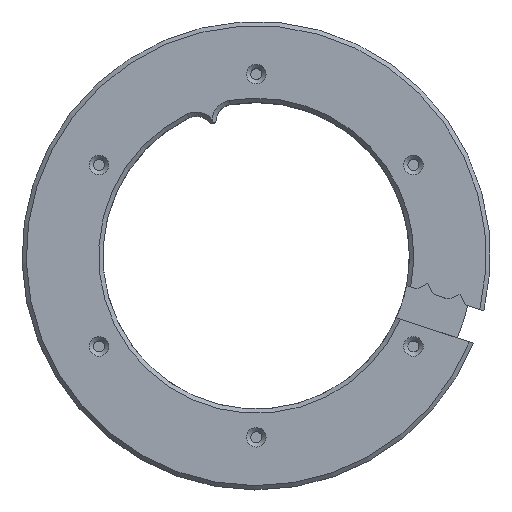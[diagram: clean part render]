
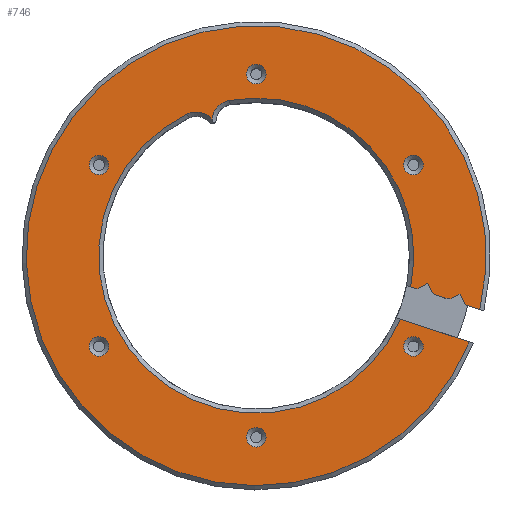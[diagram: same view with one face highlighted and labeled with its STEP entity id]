
A CAD part, top view. The second image highlights one B-rep face of the part: STEP entity #746.
In plain terms, the highlighted planar face has unit normal (0, 0, 1).
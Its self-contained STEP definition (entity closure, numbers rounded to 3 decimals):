
#53=CIRCLE('',#813,1.15);
#54=CIRCLE('',#814,1.15);
#55=CIRCLE('',#815,1.15);
#56=CIRCLE('',#816,1.15);
#57=CIRCLE('',#817,1.15);
#58=CIRCLE('',#818,1.15);
#59=CIRCLE('',#819,1.);
#60=CIRCLE('',#820,27.);
#61=CIRCLE('',#821,18.5);
#62=CIRCLE('',#822,2.5);
#63=CIRCLE('',#823,2.5);
#64=CIRCLE('',#824,18.5);
#65=CIRCLE('',#825,1.);
#122=ORIENTED_EDGE('',*,*,#322,.T.);
#123=ORIENTED_EDGE('',*,*,#323,.T.);
#124=ORIENTED_EDGE('',*,*,#324,.T.);
#125=ORIENTED_EDGE('',*,*,#325,.T.);
#126=ORIENTED_EDGE('',*,*,#326,.T.);
#127=ORIENTED_EDGE('',*,*,#327,.T.);
#128=ORIENTED_EDGE('',*,*,#328,.T.);
#129=ORIENTED_EDGE('',*,*,#329,.T.);
#130=ORIENTED_EDGE('',*,*,#330,.F.);
#131=ORIENTED_EDGE('',*,*,#331,.F.);
#132=ORIENTED_EDGE('',*,*,#321,.T.);
#133=ORIENTED_EDGE('',*,*,#332,.T.);
#134=ORIENTED_EDGE('',*,*,#333,.T.);
#135=ORIENTED_EDGE('',*,*,#334,.T.);
#136=ORIENTED_EDGE('',*,*,#335,.T.);
#137=ORIENTED_EDGE('',*,*,#336,.T.);
#138=ORIENTED_EDGE('',*,*,#337,.T.);
#139=ORIENTED_EDGE('',*,*,#338,.T.);
#140=ORIENTED_EDGE('',*,*,#339,.T.);
#141=ORIENTED_EDGE('',*,*,#340,.T.);
#142=ORIENTED_EDGE('',*,*,#341,.T.);
#321=EDGE_CURVE('',#416,#421,#493,.T.);
#322=EDGE_CURVE('',#422,#422,#53,.T.);
#323=EDGE_CURVE('',#423,#423,#54,.T.);
#324=EDGE_CURVE('',#424,#424,#55,.T.);
#325=EDGE_CURVE('',#425,#425,#56,.T.);
#326=EDGE_CURVE('',#426,#426,#57,.T.);
#327=EDGE_CURVE('',#427,#427,#58,.T.);
#328=EDGE_CURVE('',#428,#429,#494,.T.);
#329=EDGE_CURVE('',#429,#430,#59,.F.);
#330=EDGE_CURVE('',#431,#430,#495,.T.);
#331=EDGE_CURVE('',#416,#431,#496,.T.);
#332=EDGE_CURVE('',#421,#432,#60,.F.);
#333=EDGE_CURVE('',#432,#433,#497,.T.);
#334=EDGE_CURVE('',#433,#434,#61,.T.);
#335=EDGE_CURVE('',#434,#435,#62,.T.);
#336=EDGE_CURVE('',#435,#436,#63,.T.);
#337=EDGE_CURVE('',#436,#437,#64,.T.);
#338=EDGE_CURVE('',#437,#438,#498,.T.);
#339=EDGE_CURVE('',#438,#439,#499,.T.);
#340=EDGE_CURVE('',#439,#440,#500,.T.);
#341=EDGE_CURVE('',#440,#428,#65,.F.);
#416=VERTEX_POINT('',#1164);
#421=VERTEX_POINT('',#1180);
#422=VERTEX_POINT('',#1184);
#423=VERTEX_POINT('',#1186);
#424=VERTEX_POINT('',#1188);
#425=VERTEX_POINT('',#1190);
#426=VERTEX_POINT('',#1192);
#427=VERTEX_POINT('',#1194);
#428=VERTEX_POINT('',#1196);
#429=VERTEX_POINT('',#1197);
#430=VERTEX_POINT('',#1199);
#431=VERTEX_POINT('',#1201);
#432=VERTEX_POINT('',#1204);
#433=VERTEX_POINT('',#1206);
#434=VERTEX_POINT('',#1208);
#435=VERTEX_POINT('',#1210);
#436=VERTEX_POINT('',#1212);
#437=VERTEX_POINT('',#1214);
#438=VERTEX_POINT('',#1216);
#439=VERTEX_POINT('',#1218);
#440=VERTEX_POINT('',#1220);
#493=LINE('',#1181,#531);
#494=LINE('',#1195,#532);
#495=LINE('',#1200,#533);
#496=LINE('',#1202,#534);
#497=LINE('',#1205,#535);
#498=LINE('',#1215,#536);
#499=LINE('',#1217,#537);
#500=LINE('',#1219,#538);
#531=VECTOR('',#922,1000.);
#532=VECTOR('',#937,1000.);
#533=VECTOR('',#940,1000.);
#534=VECTOR('',#941,1000.);
#535=VECTOR('',#944,1000.);
#536=VECTOR('',#953,1000.);
#537=VECTOR('',#954,1000.);
#538=VECTOR('',#955,1000.);
#566=EDGE_LOOP('',(#122));
#567=EDGE_LOOP('',(#123));
#568=EDGE_LOOP('',(#124));
#569=EDGE_LOOP('',(#125));
#570=EDGE_LOOP('',(#126));
#571=EDGE_LOOP('',(#127));
#572=EDGE_LOOP('',(#128,#129,#130,#131,#132,#133,#134,#135,#136,#137,#138,
#139,#140,#141,#142));
#646=FACE_BOUND('',#566,.T.);
#647=FACE_BOUND('',#567,.T.);
#648=FACE_BOUND('',#568,.T.);
#649=FACE_BOUND('',#569,.T.);
#650=FACE_BOUND('',#570,.T.);
#651=FACE_BOUND('',#571,.T.);
#652=FACE_BOUND('',#572,.T.);
#726=PLANE('',#812);
#746=ADVANCED_FACE('',(#646,#647,#648,#649,#650,#651,#652),#726,.F.);
#812=AXIS2_PLACEMENT_3D('',#1182,#923,#924);
#813=AXIS2_PLACEMENT_3D('',#1183,#925,#926);
#814=AXIS2_PLACEMENT_3D('',#1185,#927,#928);
#815=AXIS2_PLACEMENT_3D('',#1187,#929,#930);
#816=AXIS2_PLACEMENT_3D('',#1189,#931,#932);
#817=AXIS2_PLACEMENT_3D('',#1191,#933,#934);
#818=AXIS2_PLACEMENT_3D('',#1193,#935,#936);
#819=AXIS2_PLACEMENT_3D('',#1198,#938,#939);
#820=AXIS2_PLACEMENT_3D('',#1203,#942,#943);
#821=AXIS2_PLACEMENT_3D('',#1207,#945,#946);
#822=AXIS2_PLACEMENT_3D('',#1209,#947,#948);
#823=AXIS2_PLACEMENT_3D('',#1211,#949,#950);
#824=AXIS2_PLACEMENT_3D('',#1213,#951,#952);
#825=AXIS2_PLACEMENT_3D('',#1221,#956,#957);
#922=DIRECTION('',(0.95,-0.312,0.));
#923=DIRECTION('',(0.,0.,-1.));
#924=DIRECTION('',(-1.,0.,0.));
#925=DIRECTION('',(0.,0.,-1.));
#926=DIRECTION('',(-1.,0.,0.));
#927=DIRECTION('',(0.,0.,-1.));
#928=DIRECTION('',(-1.,0.,0.));
#929=DIRECTION('',(0.,0.,-1.));
#930=DIRECTION('',(-1.,0.,0.));
#931=DIRECTION('',(0.,0.,-1.));
#932=DIRECTION('',(-1.,0.,0.));
#933=DIRECTION('',(0.,0.,-1.));
#934=DIRECTION('',(-1.,0.,0.));
#935=DIRECTION('',(0.,0.,-1.));
#936=DIRECTION('',(-1.,0.,0.));
#937=DIRECTION('',(0.95,-0.312,0.));
#938=DIRECTION('',(0.,0.,-1.));
#939=DIRECTION('',(-1.,0.,0.));
#940=DIRECTION('',(-0.893,-0.451,0.));
#941=DIRECTION('',(-0.451,0.893,0.));
#942=DIRECTION('',(0.,0.,-1.));
#943=DIRECTION('',(-1.,0.,0.));
#944=DIRECTION('',(-0.95,0.312,0.));
#945=DIRECTION('',(0.,0.,-1.));
#946=DIRECTION('',(-1.,0.,0.));
#947=DIRECTION('',(0.,0.,-1.));
#948=DIRECTION('',(-1.,0.,0.));
#949=DIRECTION('',(0.,0.,-1.));
#950=DIRECTION('',(-1.,0.,0.));
#951=DIRECTION('',(0.,0.,-1.));
#952=DIRECTION('',(-1.,0.,0.));
#953=DIRECTION('',(0.95,-0.312,0.));
#954=DIRECTION('',(0.893,0.451,0.));
#955=DIRECTION('',(0.451,-0.893,0.));
#956=DIRECTION('',(0.,0.,-1.));
#957=DIRECTION('',(-1.,0.,0.));
#1164=CARTESIAN_POINT('',(24.568,-5.76,13.9));
#1180=CARTESIAN_POINT('',(26.252,-6.313,13.9));
#1181=CARTESIAN_POINT('',(0.687,2.09,13.9));
#1182=CARTESIAN_POINT('',(0.,0.,13.9));
#1183=CARTESIAN_POINT('',(0.,21.313,13.9));
#1184=CARTESIAN_POINT('',(-1.15,21.313,13.9));
#1185=CARTESIAN_POINT('',(18.457,10.656,13.9));
#1186=CARTESIAN_POINT('',(17.307,10.656,13.9));
#1187=CARTESIAN_POINT('',(18.457,-10.656,13.9));
#1188=CARTESIAN_POINT('',(17.307,-10.656,13.9));
#1189=CARTESIAN_POINT('',(0.,-21.313,13.9));
#1190=CARTESIAN_POINT('',(-1.15,-21.313,13.9));
#1191=CARTESIAN_POINT('',(-18.457,-10.656,13.9));
#1192=CARTESIAN_POINT('',(-19.607,-10.656,13.9));
#1193=CARTESIAN_POINT('',(-18.457,10.656,13.9));
#1194=CARTESIAN_POINT('',(-19.607,10.656,13.9));
#1195=CARTESIAN_POINT('',(0.687,2.09,13.9));
#1196=CARTESIAN_POINT('',(21.162,-4.64,13.9));
#1197=CARTESIAN_POINT('',(22.275,-5.006,13.9));
#1198=CARTESIAN_POINT('',(22.587,-4.056,13.9));
#1199=CARTESIAN_POINT('',(23.038,-4.948,13.9));
#1200=CARTESIAN_POINT('',(22.668,-5.135,13.9));
#1201=CARTESIAN_POINT('',(23.931,-4.497,13.9));
#1202=CARTESIAN_POINT('',(23.931,-4.497,13.9));
#1203=CARTESIAN_POINT('',(0.,0.,13.9));
#1204=CARTESIAN_POINT('',(25.031,-10.122,13.9));
#1205=CARTESIAN_POINT('',(-0.562,-1.71,13.9));
#1206=CARTESIAN_POINT('',(16.93,-7.459,13.9));
#1207=CARTESIAN_POINT('',(0.,0.,13.9));
#1208=CARTESIAN_POINT('',(-8.146,16.61,13.9));
#1209=CARTESIAN_POINT('',(-7.045,14.365,13.9));
#1210=CARTESIAN_POINT('',(-5.189,16.04,13.9));
#1211=CARTESIAN_POINT('',(-2.704,15.77,13.9));
#1212=CARTESIAN_POINT('',(-3.126,18.234,13.9));
#1213=CARTESIAN_POINT('',(0.,0.,13.9));
#1214=CARTESIAN_POINT('',(18.137,-3.646,13.9));
#1215=CARTESIAN_POINT('',(0.687,2.09,13.9));
#1216=CARTESIAN_POINT('',(18.868,-3.886,13.9));
#1217=CARTESIAN_POINT('',(18.868,-3.886,13.9));
#1218=CARTESIAN_POINT('',(20.131,-3.248,13.9));
#1219=CARTESIAN_POINT('',(20.131,-3.248,13.9));
#1220=CARTESIAN_POINT('',(20.582,-4.141,13.9));
#1221=CARTESIAN_POINT('',(21.474,-3.69,13.9));
